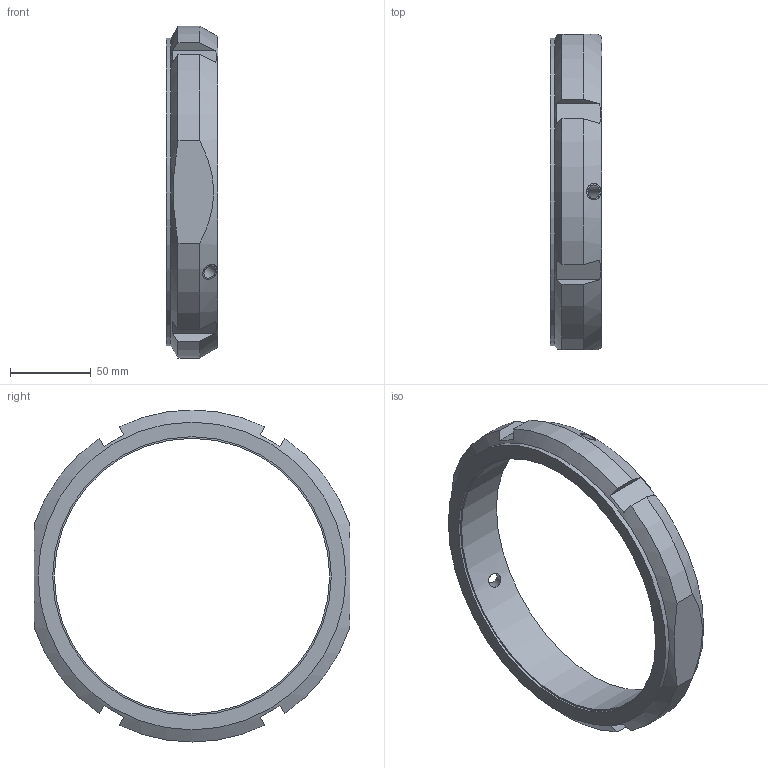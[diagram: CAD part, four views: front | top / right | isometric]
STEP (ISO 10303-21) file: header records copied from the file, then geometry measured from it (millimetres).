
FILE_DESCRIPTION((''),'2;1');
FILE_NAME('FKD FKN170.stp','2014-02-27T20:40:11',('sugidesign'),(''),'Autodesk Inventor LT ','Autodesk Inventor LT ','');
FILE_SCHEMA(('CONFIG_CONTROL_DESIGN'));
Length unit declared in the file: millimetre
Products named in the file (1): FKD FKN170
Bounding box: 32 x 195 x 205 mm (x, y, z)
Volume: 264841.8 mm3; surface area: 54071.9 mm2
Topology: 1 solids, 1 shells, 37 faces, 98 edges, 67 vertices
Faces by surface type: plane 20, cylinder 15, cone 2
Full cylindrical faces by diameter (mm): 8.376 x3, 10.2 x3, 170 x1, 172 x1, 190 x1
Entity records: 1261 total; most frequent: CARTESIAN_POINT 430, ORIENTED_EDGE 158, DIRECTION 146, EDGE_CURVE 79, AXIS2_PLACEMENT_3D 63, EDGE_LOOP 60, VERTEX_POINT 59, FACE_OUTER_BOUND 37
